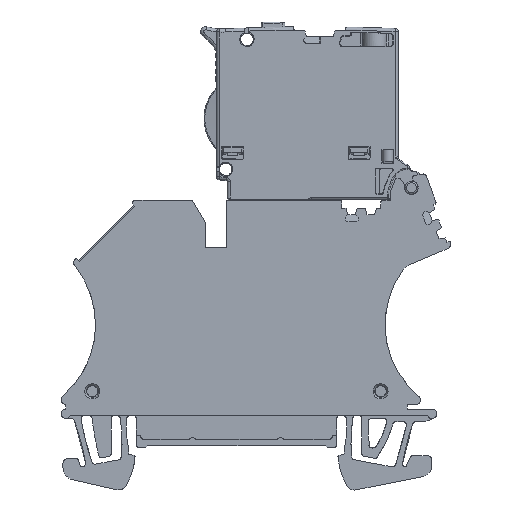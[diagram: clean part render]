
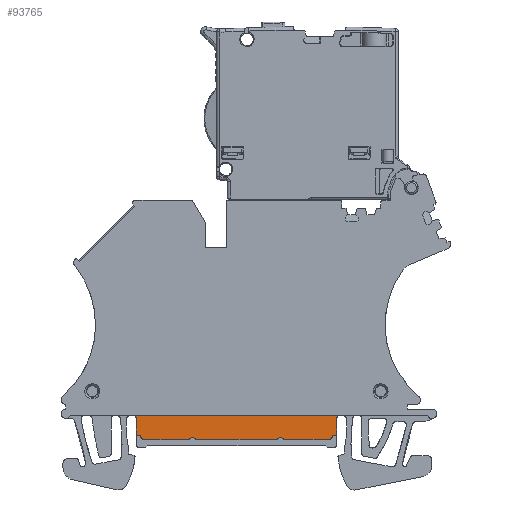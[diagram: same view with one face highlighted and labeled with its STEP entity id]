
A CAD part, left-side view. The second image highlights one B-rep face of the part: STEP entity #93765.
In plain terms, the highlighted planar face has unit normal (-1, 0, 0).
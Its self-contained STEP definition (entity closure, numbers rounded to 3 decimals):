
#93626=AXIS2_PLACEMENT_3D('Plane Axis2P3D',#93623,#93624,#93625) ;
#93639=AXIS2_PLACEMENT_3D('Circle Axis2P3D',#93637,#93638,$) ;
#93667=AXIS2_PLACEMENT_3D('Circle Axis2P3D',#93665,#93666,$) ;
#93672=AXIS2_PLACEMENT_3D('Circle Axis2P3D',#93670,#93671,$) ;
#93700=AXIS2_PLACEMENT_3D('Circle Axis2P3D',#93698,#93699,$) ;
#93714=AXIS2_PLACEMENT_3D('Circle Axis2P3D',#93712,#93713,$) ;
#93721=AXIS2_PLACEMENT_3D('Circle Axis2P3D',#93719,#93720,$) ;
#93735=AXIS2_PLACEMENT_3D('Circle Axis2P3D',#93733,#93734,$) ;
#93742=AXIS2_PLACEMENT_3D('Circle Axis2P3D',#93740,#93741,$) ;
#88183=CARTESIAN_POINT('Line Origine',(1.2,34.182,11.876)) ;
#88187=CARTESIAN_POINT('Vertex',(1.2,50.682,11.876)) ;
#88189=CARTESIAN_POINT('Vertex',(1.2,17.682,11.876)) ;
#93623=CARTESIAN_POINT('Axis2P3D Location',(1.2,39.407,11.876)) ;
#93628=CARTESIAN_POINT('Line Origine',(1.2,23.017,8.047)) ;
#93632=CARTESIAN_POINT('Vertex',(1.2,26.651,8.047)) ;
#93634=CARTESIAN_POINT('Vertex',(1.2,19.382,8.047)) ;
#93637=CARTESIAN_POINT('Axis2P3D Location',(1.2,19.382,8.526)) ;
#93641=CARTESIAN_POINT('Vertex',(1.2,18.903,8.526)) ;
#93644=CARTESIAN_POINT('Line Origine',(1.2,18.903,8.626)) ;
#93648=CARTESIAN_POINT('Vertex',(1.2,18.903,8.726)) ;
#93651=CARTESIAN_POINT('Line Origine',(1.2,18.543,8.726)) ;
#93655=CARTESIAN_POINT('Vertex',(1.2,18.182,8.726)) ;
#93658=CARTESIAN_POINT('Line Origine',(1.2,18.182,10.051)) ;
#93662=CARTESIAN_POINT('Vertex',(1.2,18.182,11.376)) ;
#93665=CARTESIAN_POINT('Axis2P3D Location',(1.2,17.682,11.376)) ;
#93670=CARTESIAN_POINT('Axis2P3D Location',(1.2,50.682,11.376)) ;
#93674=CARTESIAN_POINT('Vertex',(1.2,50.182,11.376)) ;
#93677=CARTESIAN_POINT('Line Origine',(1.2,50.182,10.051)) ;
#93681=CARTESIAN_POINT('Vertex',(1.2,50.182,8.726)) ;
#93684=CARTESIAN_POINT('Line Origine',(1.2,49.822,8.726)) ;
#93688=CARTESIAN_POINT('Vertex',(1.2,49.461,8.726)) ;
#93691=CARTESIAN_POINT('Line Origine',(1.2,49.461,8.626)) ;
#93695=CARTESIAN_POINT('Vertex',(1.2,49.461,8.526)) ;
#93698=CARTESIAN_POINT('Axis2P3D Location',(1.2,48.982,8.526)) ;
#93702=CARTESIAN_POINT('Vertex',(1.2,48.982,8.047)) ;
#93705=CARTESIAN_POINT('Line Origine',(1.2,45.348,8.047)) ;
#93709=CARTESIAN_POINT('Vertex',(1.2,41.714,8.047)) ;
#93712=CARTESIAN_POINT('Axis2P3D Location',(1.2,41.182,7.726)) ;
#93716=CARTESIAN_POINT('Vertex',(1.2,41.182,8.347)) ;
#93719=CARTESIAN_POINT('Axis2P3D Location',(1.2,41.182,7.726)) ;
#93723=CARTESIAN_POINT('Vertex',(1.2,40.651,8.047)) ;
#93726=CARTESIAN_POINT('Line Origine',(1.2,34.182,8.047)) ;
#93730=CARTESIAN_POINT('Vertex',(1.2,27.714,8.047)) ;
#93733=CARTESIAN_POINT('Axis2P3D Location',(1.2,27.182,7.726)) ;
#93737=CARTESIAN_POINT('Vertex',(1.2,27.182,8.347)) ;
#93740=CARTESIAN_POINT('Axis2P3D Location',(1.2,27.182,7.726)) ;
#88184=DIRECTION('Vector Direction',(0.,-1.,0.)) ;
#93624=DIRECTION('Axis2P3D Direction',(-1.,0.,0.)) ;
#93625=DIRECTION('Axis2P3D XDirection',(0.,0.,1.)) ;
#93629=DIRECTION('Vector Direction',(0.,-1.,0.)) ;
#93638=DIRECTION('Axis2P3D Direction',(-1.,0.,0.)) ;
#93645=DIRECTION('Vector Direction',(0.,0.,-1.)) ;
#93652=DIRECTION('Vector Direction',(0.,-1.,0.)) ;
#93659=DIRECTION('Vector Direction',(0.,0.,1.)) ;
#93666=DIRECTION('Axis2P3D Direction',(-1.,0.,0.)) ;
#93671=DIRECTION('Axis2P3D Direction',(-1.,0.,0.)) ;
#93678=DIRECTION('Vector Direction',(0.,0.,1.)) ;
#93685=DIRECTION('Vector Direction',(0.,1.,0.)) ;
#93692=DIRECTION('Vector Direction',(0.,0.,1.)) ;
#93699=DIRECTION('Axis2P3D Direction',(-1.,0.,0.)) ;
#93706=DIRECTION('Vector Direction',(0.,-1.,0.)) ;
#93713=DIRECTION('Axis2P3D Direction',(-1.,0.,0.)) ;
#93720=DIRECTION('Axis2P3D Direction',(-1.,0.,0.)) ;
#93727=DIRECTION('Vector Direction',(0.,-1.,0.)) ;
#93734=DIRECTION('Axis2P3D Direction',(-1.,0.,0.)) ;
#93741=DIRECTION('Axis2P3D Direction',(-1.,0.,0.)) ;
#88185=VECTOR('Line Direction',#88184,1.) ;
#93630=VECTOR('Line Direction',#93629,1.) ;
#93646=VECTOR('Line Direction',#93645,1.) ;
#93653=VECTOR('Line Direction',#93652,1.) ;
#93660=VECTOR('Line Direction',#93659,1.) ;
#93679=VECTOR('Line Direction',#93678,1.) ;
#93686=VECTOR('Line Direction',#93685,1.) ;
#93693=VECTOR('Line Direction',#93692,1.) ;
#93707=VECTOR('Line Direction',#93706,1.) ;
#93728=VECTOR('Line Direction',#93727,1.) ;
#93746=ORIENTED_EDGE('',*,*,#93636,.T.) ;
#93747=ORIENTED_EDGE('',*,*,#93643,.T.) ;
#93748=ORIENTED_EDGE('',*,*,#93650,.F.) ;
#93749=ORIENTED_EDGE('',*,*,#93657,.F.) ;
#93750=ORIENTED_EDGE('',*,*,#93664,.T.) ;
#93751=ORIENTED_EDGE('',*,*,#93669,.T.) ;
#93752=ORIENTED_EDGE('',*,*,#88191,.F.) ;
#93753=ORIENTED_EDGE('',*,*,#93676,.T.) ;
#93754=ORIENTED_EDGE('',*,*,#93683,.F.) ;
#93755=ORIENTED_EDGE('',*,*,#93690,.F.) ;
#93756=ORIENTED_EDGE('',*,*,#93697,.F.) ;
#93757=ORIENTED_EDGE('',*,*,#93704,.T.) ;
#93758=ORIENTED_EDGE('',*,*,#93711,.T.) ;
#93759=ORIENTED_EDGE('',*,*,#93718,.F.) ;
#93760=ORIENTED_EDGE('',*,*,#93725,.F.) ;
#93761=ORIENTED_EDGE('',*,*,#93732,.T.) ;
#93762=ORIENTED_EDGE('',*,*,#93739,.F.) ;
#93763=ORIENTED_EDGE('',*,*,#93744,.F.) ;
#93765=ADVANCED_FACE('Brep With Voids',(#93764),#93627,.T.) ;
#93640=CIRCLE('generated circle',#93639,0.479) ;
#93668=CIRCLE('generated circle',#93667,0.5) ;
#93673=CIRCLE('generated circle',#93672,0.5) ;
#93701=CIRCLE('generated circle',#93700,0.479) ;
#93715=CIRCLE('generated circle',#93714,0.621) ;
#93722=CIRCLE('generated circle',#93721,0.621) ;
#93736=CIRCLE('generated circle',#93735,0.621) ;
#93743=CIRCLE('generated circle',#93742,0.621) ;
#88191=EDGE_CURVE('',#88188,#88190,#88186,.T.) ;
#93636=EDGE_CURVE('',#93633,#93635,#93631,.T.) ;
#93643=EDGE_CURVE('',#93635,#93642,#93640,.T.) ;
#93650=EDGE_CURVE('',#93649,#93642,#93647,.T.) ;
#93657=EDGE_CURVE('',#93656,#93649,#93654,.F.) ;
#93664=EDGE_CURVE('',#93656,#93663,#93661,.T.) ;
#93669=EDGE_CURVE('',#93663,#88190,#93668,.F.) ;
#93676=EDGE_CURVE('',#88188,#93675,#93673,.F.) ;
#93683=EDGE_CURVE('',#93682,#93675,#93680,.T.) ;
#93690=EDGE_CURVE('',#93689,#93682,#93687,.T.) ;
#93697=EDGE_CURVE('',#93696,#93689,#93694,.T.) ;
#93704=EDGE_CURVE('',#93696,#93703,#93701,.T.) ;
#93711=EDGE_CURVE('',#93703,#93710,#93708,.T.) ;
#93718=EDGE_CURVE('',#93717,#93710,#93715,.T.) ;
#93725=EDGE_CURVE('',#93724,#93717,#93722,.T.) ;
#93732=EDGE_CURVE('',#93724,#93731,#93729,.T.) ;
#93739=EDGE_CURVE('',#93738,#93731,#93736,.T.) ;
#93744=EDGE_CURVE('',#93633,#93738,#93743,.T.) ;
#93745=EDGE_LOOP('',(#93746,#93747,#93748,#93749,#93750,#93751,#93752,#93753,#93754,#93755,#93756,#93757,#93758,#93759,#93760,#93761,#93762,#93763)) ;
#93764=FACE_OUTER_BOUND('',#93745,.T.) ;
#88186=LINE('Line',#88183,#88185) ;
#93631=LINE('Line',#93628,#93630) ;
#93647=LINE('Line',#93644,#93646) ;
#93654=LINE('Line',#93651,#93653) ;
#93661=LINE('Line',#93658,#93660) ;
#93680=LINE('Line',#93677,#93679) ;
#93687=LINE('Line',#93684,#93686) ;
#93694=LINE('Line',#93691,#93693) ;
#93708=LINE('Line',#93705,#93707) ;
#93729=LINE('Line',#93726,#93728) ;
#93627=PLANE('',#93626) ;
#88188=VERTEX_POINT('',#88187) ;
#88190=VERTEX_POINT('',#88189) ;
#93633=VERTEX_POINT('',#93632) ;
#93635=VERTEX_POINT('',#93634) ;
#93642=VERTEX_POINT('',#93641) ;
#93649=VERTEX_POINT('',#93648) ;
#93656=VERTEX_POINT('',#93655) ;
#93663=VERTEX_POINT('',#93662) ;
#93675=VERTEX_POINT('',#93674) ;
#93682=VERTEX_POINT('',#93681) ;
#93689=VERTEX_POINT('',#93688) ;
#93696=VERTEX_POINT('',#93695) ;
#93703=VERTEX_POINT('',#93702) ;
#93710=VERTEX_POINT('',#93709) ;
#93717=VERTEX_POINT('',#93716) ;
#93724=VERTEX_POINT('',#93723) ;
#93731=VERTEX_POINT('',#93730) ;
#93738=VERTEX_POINT('',#93737) ;
